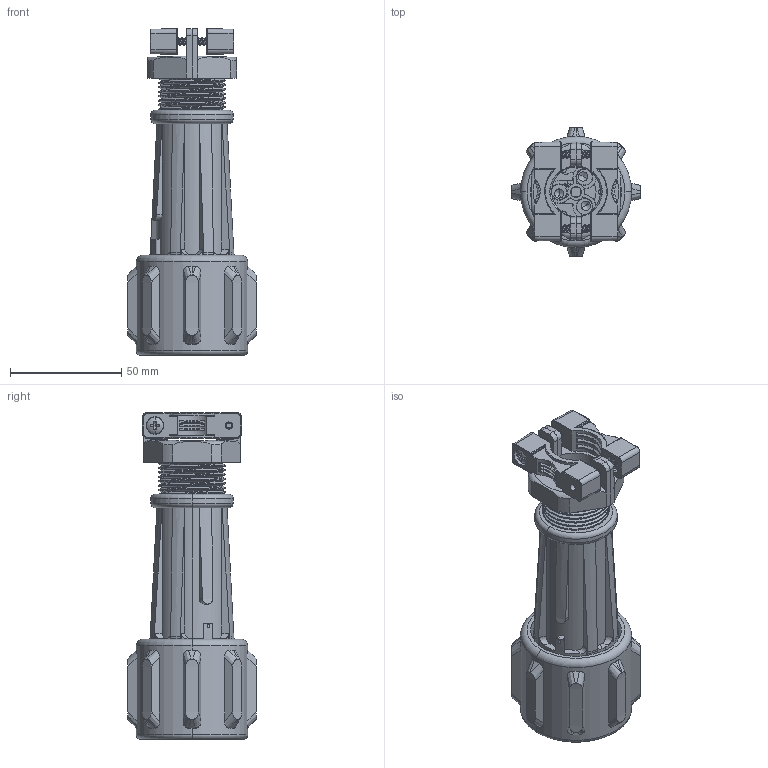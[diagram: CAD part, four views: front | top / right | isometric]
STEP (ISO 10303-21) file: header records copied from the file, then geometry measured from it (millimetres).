
FILE_DESCRIPTION(('STEP AP242'),'1');
FILE_NAME('pxa911-03-s.stp','2024-02-23T14:30:14',('TraceParts'),('TraceParts S.A.'),'Spatial InterOp 3D',' ',' ');
FILE_SCHEMA(('AP242_MANAGED_MODEL_BASED_3D_ENGINEERING_MIM_LF {1 0 10303 442 1 1 4}'));
Length unit declared in the file: millimetre
Products named in the file (1): pxa911-03-s_1
Bounding box: 58 x 58 x 146.75 mm (x, y, z)
Volume: 117110.1 mm3; surface area: 74421.3 mm2
Topology: 2 solids, 2 shells, 1414 faces, 3702 edges, 2372 vertices
Faces by surface type: plane 666, cylinder 416, bspline 147, cone 146, torus 23, sphere 16
Entity records: 80934 total; most frequent: CARTESIAN_POINT 47471, ORIENTED_EDGE 7380, DIRECTION 6320, EDGE_CURVE 3690, VERTEX_POINT 2372, AXIS2_PLACEMENT_3D 2143, LINE 2034, VECTOR 2034
